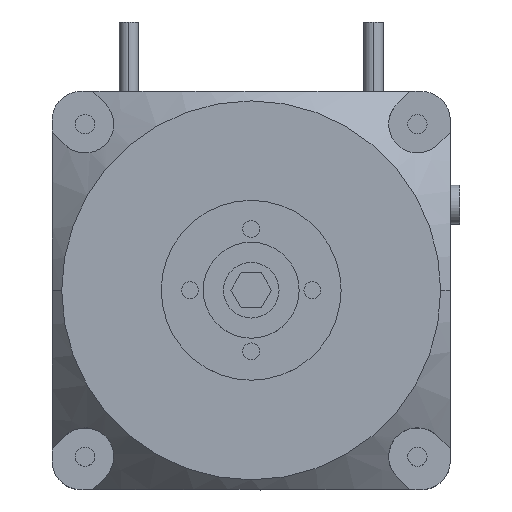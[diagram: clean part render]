
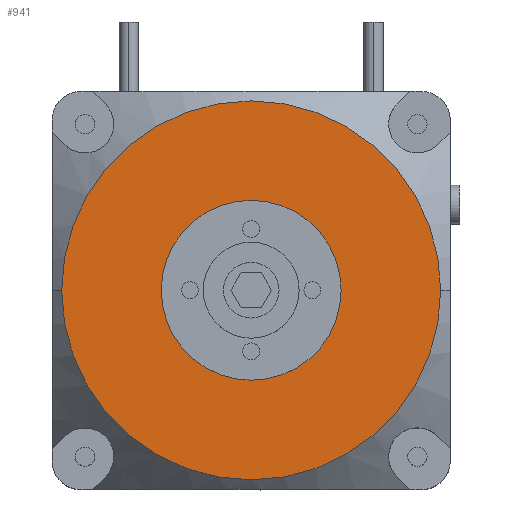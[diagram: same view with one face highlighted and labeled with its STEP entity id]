
A CAD part, top view. The second image highlights one B-rep face of the part: STEP entity #941.
In plain terms, the highlighted planar face has unit normal (0, 0, 1).
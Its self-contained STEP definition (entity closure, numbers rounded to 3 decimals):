
#227 = VERTEX_POINT ( 'NONE', #2669 ) ;
#254 = CARTESIAN_POINT ( 'NONE',  ( -4., 0., 0. ) ) ;
#284 = CARTESIAN_POINT ( 'NONE',  ( 0., 0., 0. ) ) ;
#304 = FACE_BOUND ( 'NONE', #1020, .T. ) ;
#349 = DIRECTION ( 'NONE',  ( 0., 0., 1. ) ) ;
#381 = VERTEX_POINT ( 'NONE', #2374 ) ;
#409 = AXIS2_PLACEMENT_3D ( 'NONE', #1850, #3931, #3576 ) ;
#571 = EDGE_CURVE ( 'NONE', #3923, #227, #709, .T. ) ;
#620 = DIRECTION ( 'NONE',  ( 0., 0., 1. ) ) ;
#709 = CIRCLE ( 'NONE', #3228, 4. ) ;
#941 = ADVANCED_FACE ( 'NONE', ( #304, #1652 ), #4053, .T. ) ;
#995 = EDGE_CURVE ( 'NONE', #381, #3071, #3143, .T. ) ;
#1020 = EDGE_LOOP ( 'NONE', ( #2656, #3663 ) ) ;
#1396 = AXIS2_PLACEMENT_3D ( 'NONE', #1830, #4233, #4184 ) ;
#1488 = CIRCLE ( 'NONE', #409, 4. ) ;
#1652 = FACE_OUTER_BOUND ( 'NONE', #3083, .T. ) ;
#1824 = ORIENTED_EDGE ( 'NONE', *, *, #3754, .T. ) ;
#1830 = CARTESIAN_POINT ( 'NONE',  ( 0., 0., 0. ) ) ;
#1850 = CARTESIAN_POINT ( 'NONE',  ( 0., 0., 0. ) ) ;
#1972 = CIRCLE ( 'NONE', #1396, 39.5 ) ;
#2061 = AXIS2_PLACEMENT_3D ( 'NONE', #2695, #620, #3057 ) ;
#2269 = EDGE_CURVE ( 'NONE', #227, #3923, #1488, .T. ) ;
#2304 = DIRECTION ( 'NONE',  ( 1., 0., 0. ) ) ;
#2374 = CARTESIAN_POINT ( 'NONE',  ( 39.5, 0., 0. ) ) ;
#2435 = DIRECTION ( 'NONE',  ( 1., 0., 0. ) ) ;
#2617 = DIRECTION ( 'NONE',  ( 0., 0., 1. ) ) ;
#2656 = ORIENTED_EDGE ( 'NONE', *, *, #571, .F. ) ;
#2669 = CARTESIAN_POINT ( 'NONE',  ( 4., 0., 0. ) ) ;
#2695 = CARTESIAN_POINT ( 'NONE',  ( -35.5, 35.5, 0. ) ) ;
#2789 = ORIENTED_EDGE ( 'NONE', *, *, #995, .T. ) ;
#3057 = DIRECTION ( 'NONE',  ( 1., 0., 0. ) ) ;
#3071 = VERTEX_POINT ( 'NONE', #4016 ) ;
#3083 = EDGE_LOOP ( 'NONE', ( #1824, #2789 ) ) ;
#3143 = CIRCLE ( 'NONE', #3287, 39.5 ) ;
#3228 = AXIS2_PLACEMENT_3D ( 'NONE', #4333, #2617, #2304 ) ;
#3287 = AXIS2_PLACEMENT_3D ( 'NONE', #284, #349, #2435 ) ;
#3576 = DIRECTION ( 'NONE',  ( 1., 0., 0. ) ) ;
#3663 = ORIENTED_EDGE ( 'NONE', *, *, #2269, .F. ) ;
#3754 = EDGE_CURVE ( 'NONE', #3071, #381, #1972, .T. ) ;
#3923 = VERTEX_POINT ( 'NONE', #254 ) ;
#3931 = DIRECTION ( 'NONE',  ( 0., 0., 1. ) ) ;
#4016 = CARTESIAN_POINT ( 'NONE',  ( -39.5, 0., 0. ) ) ;
#4053 = PLANE ( 'NONE',  #2061 ) ;
#4184 = DIRECTION ( 'NONE',  ( 1., 0., 0. ) ) ;
#4233 = DIRECTION ( 'NONE',  ( 0., 0., 1. ) ) ;
#4333 = CARTESIAN_POINT ( 'NONE',  ( 0., 0., 0. ) ) ;
